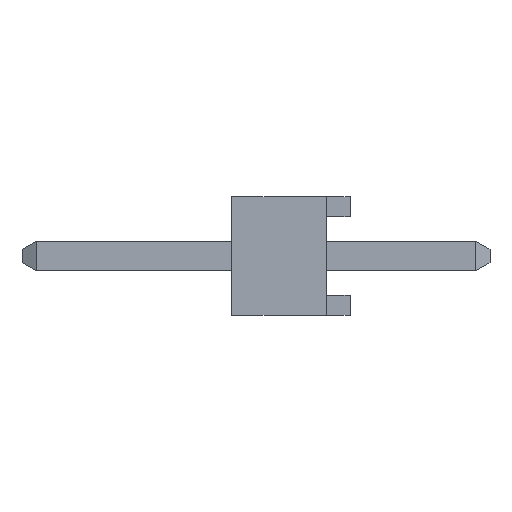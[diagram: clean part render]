
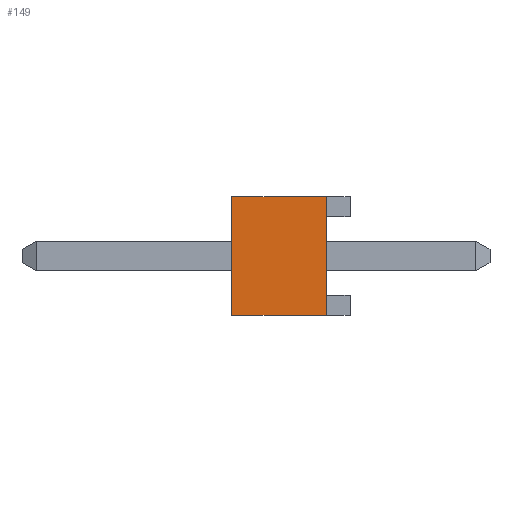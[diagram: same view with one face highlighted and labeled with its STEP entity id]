
A CAD part, left-side view. The second image highlights one B-rep face of the part: STEP entity #149.
In plain terms, the highlighted planar face has unit normal (-1, 0, 0).
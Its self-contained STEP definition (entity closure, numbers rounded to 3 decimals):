
#149 = ADVANCED_FACE ( 'NONE', ( #1315 ), #6720, .F. ) ;
#1315 = FACE_OUTER_BOUND ( 'NONE', #1614, .T. ) ;
#1614 = EDGE_LOOP ( 'NONE', ( #7236, #7287, #3440, #3439 ) ) ;
#2419 = VERTEX_POINT ( 'NONE', #4618 ) ;
#3060 = VERTEX_POINT ( 'NONE', #13052 ) ;
#3252 = VERTEX_POINT ( 'NONE', #13030 ) ;
#3353 = VERTEX_POINT ( 'NONE', #12999 ) ;
#3439 = ORIENTED_EDGE ( 'NONE', *, *, #10842, .T. ) ;
#3440 = ORIENTED_EDGE ( 'NONE', *, *, #10868, .F. ) ;
#4618 = CARTESIAN_POINT ( 'NONE',  ( -38.1, 2.54, -1.27 ) ) ;
#6704 = DIRECTION ( 'NONE',  ( 0., 1., 0. ) ) ;
#6705 = DIRECTION ( 'NONE',  ( 1., 0., 0. ) ) ;
#6720 = PLANE ( 'NONE',  #10334 ) ;
#6728 = CARTESIAN_POINT ( 'NONE',  ( -38.1, 2.54, 1.27 ) ) ;
#7236 = ORIENTED_EDGE ( 'NONE', *, *, #10895, .T. ) ;
#7287 = ORIENTED_EDGE ( 'NONE', *, *, #10856, .F. ) ;
#8468 = DIRECTION ( 'NONE',  ( 0., -1., 0. ) ) ;
#8469 = CARTESIAN_POINT ( 'NONE',  ( -38.1, 2.54, -1.27 ) ) ;
#8522 = DIRECTION ( 'NONE',  ( 0., -1., 0. ) ) ;
#8523 = CARTESIAN_POINT ( 'NONE',  ( -38.1, 2.54, 1.27 ) ) ;
#8546 = DIRECTION ( 'NONE',  ( 0., 0., -1. ) ) ;
#8547 = CARTESIAN_POINT ( 'NONE',  ( -38.1, 0.508, 1.27 ) ) ;
#8574 = DIRECTION ( 'NONE',  ( 0., 0., -1. ) ) ;
#8575 = CARTESIAN_POINT ( 'NONE',  ( -38.1, 2.54, 1.27 ) ) ;
#8990 = LINE ( 'NONE', #8575, #8991 ) ;
#8991 = VECTOR ( 'NONE', #8574, 1000. ) ;
#9018 = LINE ( 'NONE', #8547, #9019 ) ;
#9019 = VECTOR ( 'NONE', #8546, 1000. ) ;
#9042 = LINE ( 'NONE', #8523, #9043 ) ;
#9043 = VECTOR ( 'NONE', #8522, 1000. ) ;
#9096 = LINE ( 'NONE', #8469, #9097 ) ;
#9097 = VECTOR ( 'NONE', #8468, 1000. ) ;
#10334 = AXIS2_PLACEMENT_3D ( 'NONE', #6728, #6705, #6704 ) ;
#10842 = EDGE_CURVE ( 'NONE', #3353, #2419, #8990, .T. ) ;
#10856 = EDGE_CURVE ( 'NONE', #3252, #3060, #9018, .T. ) ;
#10868 = EDGE_CURVE ( 'NONE', #3353, #3252, #9042, .T. ) ;
#10895 = EDGE_CURVE ( 'NONE', #2419, #3060, #9096, .T. ) ;
#12999 = CARTESIAN_POINT ( 'NONE',  ( -38.1, 2.54, 1.27 ) ) ;
#13030 = CARTESIAN_POINT ( 'NONE',  ( -38.1, 0.508, 1.27 ) ) ;
#13052 = CARTESIAN_POINT ( 'NONE',  ( -38.1, 0.508, -1.27 ) ) ;
